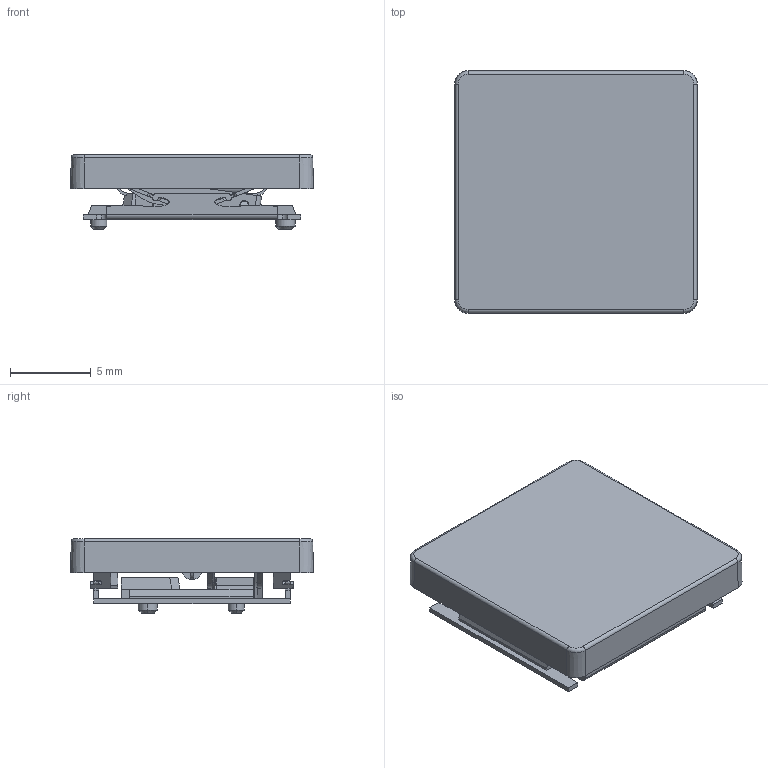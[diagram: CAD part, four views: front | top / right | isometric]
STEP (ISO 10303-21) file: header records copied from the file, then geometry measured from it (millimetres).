
FILE_DESCRIPTION (( 'STEP AP214' ), '1' );
FILE_NAME ('PG1316S--蚾饜极.STEP', '2021-12-09T06:23:27', ( '' ), ( '' ), 'SwSTEP 2.0', 'SolidWorks 2014', '' );
FILE_SCHEMA (( 'AUTOMOTIVE_DESIGN' ));
Length unit declared in the file: millimetre
Products named in the file (10): す算殤-B; PG1316S-噙え-湍揖萸; 瑩簽; PG1316S-雄諉揖え-湍揖萸; PG1316S--蚾饜极; 嶺銅; 驱动杆; PG1316S-價釱; 1316S-價釱縐璃; す算殤
Assembly tree (9 placements, depth 2):
  PG1316S--蚾饜极
    1316S-價釱縐璃
    PG1316S-價釱
    驱动杆
    す算殤
    嶺銅
    PG1316S-雄諉揖え-湍揖萸
    PG1316S-噙え-湍揖萸
    す算殤-B
    瑩簽
Bounding box: 15.07 x 15.07 x 4.63 mm (x, y, z)
Volume: 339.1 mm3; surface area: 1494.6 mm2
Topology: 9 solids, 11 shells, 759 faces, 2149 edges, 1414 vertices
Faces by surface type: plane 491, cylinder 252, cone 12, torus 4
Entity records: 25085 total; most frequent: CARTESIAN_POINT 4672, ORIENTED_EDGE 4298, DIRECTION 4093, EDGE_CURVE 2149, VECTOR 1587, LINE 1587, VERTEX_POINT 1414, AXIS2_PLACEMENT_3D 1253
